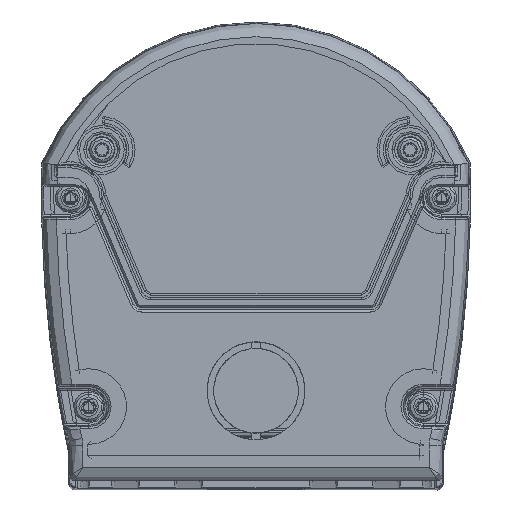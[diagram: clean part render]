
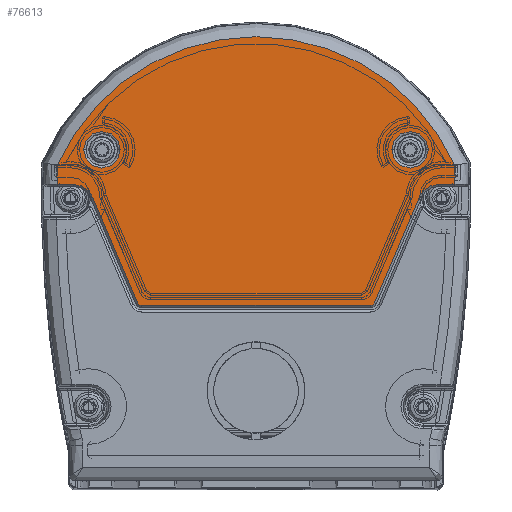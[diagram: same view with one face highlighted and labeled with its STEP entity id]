
A CAD part, top view. The second image highlights one B-rep face of the part: STEP entity #76613.
In plain terms, the highlighted planar face has unit normal (0, 0, 1).
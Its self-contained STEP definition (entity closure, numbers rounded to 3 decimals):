
#73914=CARTESIAN_POINT('',(-35.,10.85,45.));
#73915=DIRECTION('',(0.,0.,-1.));
#73916=DIRECTION('',(-1.,0.,0.));
#73917=AXIS2_PLACEMENT_3D('',#73914,#73915,#73916);
#73919=CARTESIAN_POINT('',(-35.,10.85,45.));
#73920=DIRECTION('',(0.,0.,-1.));
#73921=DIRECTION('',(1.,0.,0.));
#73922=AXIS2_PLACEMENT_3D('',#73919,#73920,#73921);
#73924=CARTESIAN_POINT('',(35.,10.85,45.));
#73925=DIRECTION('',(0.,0.,-1.));
#73926=DIRECTION('',(-1.,0.,0.));
#73927=AXIS2_PLACEMENT_3D('',#73924,#73925,#73926);
#73929=CARTESIAN_POINT('',(35.,10.85,45.));
#73930=DIRECTION('',(0.,0.,-1.));
#73931=DIRECTION('',(1.,0.,0.));
#73932=AXIS2_PLACEMENT_3D('',#73929,#73930,#73931);
#73934=DIRECTION('',(-1.,0.,0.));
#73935=VECTOR('',#73934,3.699);
#73936=CARTESIAN_POINT('',(-41.506,3.,
45.));
#73937=LINE('',#73936,#73935);
#73938=DIRECTION('',(0.,-1.,0.));
#73939=VECTOR('',#73938,4.275);
#73940=CARTESIAN_POINT('',(-45.205,7.275,45.));
#73941=LINE('',#73940,#73939);
#73942=CARTESIAN_POINT('',(0.,-13.028,45.));
#73943=DIRECTION('',(0.,0.,1.));
#73944=DIRECTION('',(0.912,0.41,0.));
#73945=AXIS2_PLACEMENT_3D('',#73942,#73943,#73944);
#73947=DIRECTION('',(0.,1.,0.));
#73948=VECTOR('',#73947,4.275);
#73949=CARTESIAN_POINT('',(45.205,3.,45.));
#73950=LINE('',#73949,#73948);
#73951=DIRECTION('',(-1.,0.,0.));
#73952=VECTOR('',#73951,3.699);
#73953=CARTESIAN_POINT('',(45.205,3.,45.));
#73954=LINE('',#73953,#73952);
#73955=CARTESIAN_POINT('',(41.506,-1.78,45.));
#73956=DIRECTION('',(0.,0.,1.));
#73957=DIRECTION('',(0.,1.,0.));
#73958=AXIS2_PLACEMENT_3D('',#73955,#73956,#73957);
#73960=DIRECTION('',(-0.391,-0.921,0.));
#73961=VECTOR('',#73960,26.049);
#73962=CARTESIAN_POINT('',(37.106,0.088,
45.));
#73963=LINE('',#73962,#73961);
#73964=CARTESIAN_POINT('',(26.007,-23.5,45.));
#73965=DIRECTION('',(0.,0.,-1.));
#73966=DIRECTION('',(0.921,-0.391,0.));
#73967=AXIS2_PLACEMENT_3D('',#73964,#73965,#73966);
#73969=DIRECTION('',(-1.,0.,0.));
#73970=VECTOR('',#73969,52.014);
#73971=CARTESIAN_POINT('',(26.007,-24.5,
45.));
#73972=LINE('',#73971,#73970);
#73973=CARTESIAN_POINT('',(-26.007,-23.5,45.));
#73974=DIRECTION('',(0.,0.,-1.));
#73975=DIRECTION('',(0.,-1.,0.));
#73976=AXIS2_PLACEMENT_3D('',#73973,#73974,#73975);
#73978=DIRECTION('',(-0.391,0.921,0.));
#73979=VECTOR('',#73978,26.049);
#73980=CARTESIAN_POINT('',(-26.928,-23.891,
45.));
#73981=LINE('',#73980,#73979);
#73982=CARTESIAN_POINT('',(-41.506,-1.78,45.));
#73983=DIRECTION('',(0.,0.,1.));
#73984=DIRECTION('',(0.921,0.391,0.));
#73985=AXIS2_PLACEMENT_3D('',#73982,#73983,#73984);
#74800=CARTESIAN_POINT('',(45.205,7.275,45.));
#74801=CARTESIAN_POINT('',(-45.205,7.275,45.));
#74802=VERTEX_POINT('',#74800);
#74803=VERTEX_POINT('',#74801);
#74922=CARTESIAN_POINT('',(-45.205,3.,45.));
#74923=VERTEX_POINT('',#74922);
#74926=CARTESIAN_POINT('',(-41.506,3.,
45.));
#74927=VERTEX_POINT('',#74926);
#74930=CARTESIAN_POINT('',(-37.106,0.088,45.));
#74931=VERTEX_POINT('',#74930);
#74934=CARTESIAN_POINT('',(-26.928,-23.891,
45.));
#74935=VERTEX_POINT('',#74934);
#74938=CARTESIAN_POINT('',(-26.007,-24.5,45.));
#74939=VERTEX_POINT('',#74938);
#74942=CARTESIAN_POINT('',(26.007,-24.5,
45.));
#74943=VERTEX_POINT('',#74942);
#74946=CARTESIAN_POINT('',(26.928,-23.891,45.));
#74947=VERTEX_POINT('',#74946);
#74950=CARTESIAN_POINT('',(37.106,0.088,
45.));
#74951=VERTEX_POINT('',#74950);
#74954=CARTESIAN_POINT('',(41.506,3.,45.));
#74955=VERTEX_POINT('',#74954);
#74958=CARTESIAN_POINT('',(45.205,3.,45.));
#74959=VERTEX_POINT('',#74958);
#75190=CARTESIAN_POINT('',(-39.152,10.85,45.));
#75191=CARTESIAN_POINT('',(-30.848,10.85,45.));
#75192=VERTEX_POINT('',#75190);
#75193=VERTEX_POINT('',#75191);
#75198=CARTESIAN_POINT('',(30.848,10.85,45.));
#75199=CARTESIAN_POINT('',(39.152,10.85,45.));
#75200=VERTEX_POINT('',#75198);
#75201=VERTEX_POINT('',#75199);
#76571=CARTESIAN_POINT('',(0.,0.,45.));
#76572=DIRECTION('',(0.,0.,1.));
#76573=DIRECTION('',(0.,1.,0.));
#76574=AXIS2_PLACEMENT_3D('',#76571,#76572,#76573);
#76575=PLANE('',#76574);
#76577=ORIENTED_EDGE('',*,*,#76576,.T.);
#76579=ORIENTED_EDGE('',*,*,#76578,.F.);
#76581=ORIENTED_EDGE('',*,*,#76580,.F.);
#76583=ORIENTED_EDGE('',*,*,#76582,.F.);
#76585=ORIENTED_EDGE('',*,*,#76584,.T.);
#76587=ORIENTED_EDGE('',*,*,#76586,.T.);
#76589=ORIENTED_EDGE('',*,*,#76588,.T.);
#76591=ORIENTED_EDGE('',*,*,#76590,.T.);
#76593=ORIENTED_EDGE('',*,*,#76592,.T.);
#76595=ORIENTED_EDGE('',*,*,#76594,.T.);
#76597=ORIENTED_EDGE('',*,*,#76596,.T.);
#76599=ORIENTED_EDGE('',*,*,#76598,.T.);
#76600=EDGE_LOOP('',(#76577,#76579,#76581,#76583,#76585,#76587,#76589,#76591,
#76593,#76595,#76597,#76599));
#76601=FACE_OUTER_BOUND('',#76600,.F.);
#76602=ORIENTED_EDGE('',*,*,#76561,.F.);
#76604=ORIENTED_EDGE('',*,*,#76603,.F.);
#76605=EDGE_LOOP('',(#76602,#76604));
#76606=FACE_BOUND('',#76605,.F.);
#76608=ORIENTED_EDGE('',*,*,#76607,.F.);
#76610=ORIENTED_EDGE('',*,*,#76609,.F.);
#76611=EDGE_LOOP('',(#76608,#76610));
#76612=FACE_BOUND('',#76611,.F.);
#76613=ADVANCED_FACE('',(#76601,#76606,#76612),#76575,.T.);
#73918=CIRCLE('',#73917,4.152);
#73923=CIRCLE('',#73922,4.152);
#73928=CIRCLE('',#73927,4.152);
#73933=CIRCLE('',#73932,4.152);
#73946=CIRCLE('',#73945,49.555);
#73959=CIRCLE('',#73958,4.78);
#73968=CIRCLE('',#73967,1.);
#73977=CIRCLE('',#73976,1.);
#73986=CIRCLE('',#73985,4.78);
#76561=EDGE_CURVE('',#75200,#75201,#73928,.T.);
#76576=EDGE_CURVE('',#74927,#74923,#73937,.T.);
#76578=EDGE_CURVE('',#74803,#74923,#73941,.T.);
#76580=EDGE_CURVE('',#74802,#74803,#73946,.T.);
#76582=EDGE_CURVE('',#74959,#74802,#73950,.T.);
#76584=EDGE_CURVE('',#74959,#74955,#73954,.T.);
#76586=EDGE_CURVE('',#74955,#74951,#73959,.T.);
#76588=EDGE_CURVE('',#74951,#74947,#73963,.T.);
#76590=EDGE_CURVE('',#74947,#74943,#73968,.T.);
#76592=EDGE_CURVE('',#74943,#74939,#73972,.T.);
#76594=EDGE_CURVE('',#74939,#74935,#73977,.T.);
#76596=EDGE_CURVE('',#74935,#74931,#73981,.T.);
#76598=EDGE_CURVE('',#74931,#74927,#73986,.T.);
#76603=EDGE_CURVE('',#75201,#75200,#73933,.T.);
#76607=EDGE_CURVE('',#75192,#75193,#73918,.T.);
#76609=EDGE_CURVE('',#75193,#75192,#73923,.T.);
